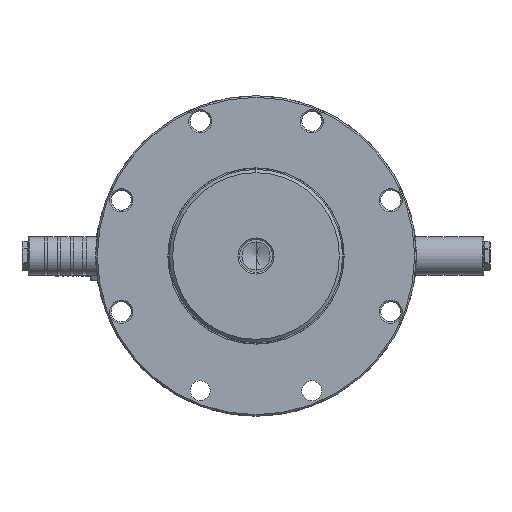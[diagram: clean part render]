
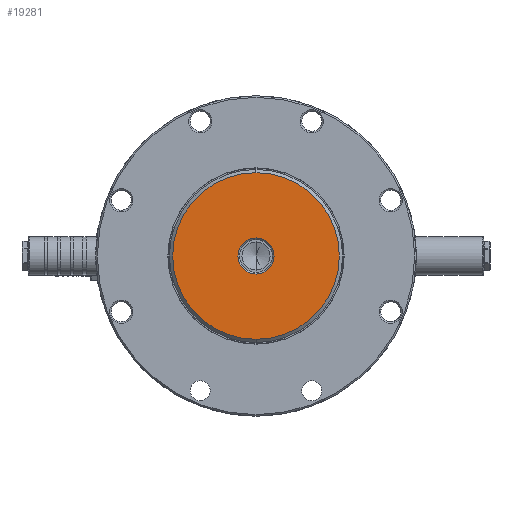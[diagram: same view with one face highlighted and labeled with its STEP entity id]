
A CAD part, left-side view. The second image highlights one B-rep face of the part: STEP entity #19281.
In plain terms, the highlighted planar face has unit normal (-1, 0, 0).
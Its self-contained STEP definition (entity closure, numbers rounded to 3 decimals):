
#167 = AXIS2_PLACEMENT_3D ( 'NONE', #10802, #1628, #17942 ) ;
#815 = EDGE_CURVE ( 'NONE', #4686, #22102, #6170, .T. ) ;
#1628 = DIRECTION ( 'NONE',  ( 1., 0., 0. ) ) ;
#2165 = CIRCLE ( 'NONE', #12932, 52. ) ;
#2239 = CIRCLE ( 'NONE', #167, 11.25 ) ;
#2518 = EDGE_LOOP ( 'NONE', ( #20975, #13253 ) ) ;
#2549 = PLANE ( 'NONE',  #21963 ) ;
#2613 = DIRECTION ( 'NONE',  ( -1., 0., 0. ) ) ;
#2850 = EDGE_CURVE ( 'NONE', #22102, #4686, #2165, .T. ) ;
#2953 = DIRECTION ( 'NONE',  ( 0., 0., 1. ) ) ;
#3398 = CARTESIAN_POINT ( 'NONE',  ( -129., 0., 11.25 ) ) ;
#4053 = CARTESIAN_POINT ( 'NONE',  ( -129., 0., 0. ) ) ;
#4219 = DIRECTION ( 'NONE',  ( -1., 0., 0. ) ) ;
#4322 = CARTESIAN_POINT ( 'NONE',  ( -129., 0., -52. ) ) ;
#4437 = DIRECTION ( 'NONE',  ( 0., 0., 1. ) ) ;
#4549 = CARTESIAN_POINT ( 'NONE',  ( -129., 0., -11.25 ) ) ;
#4686 = VERTEX_POINT ( 'NONE', #4322 ) ;
#5811 = CIRCLE ( 'NONE', #13594, 11.25 ) ;
#6170 = CIRCLE ( 'NONE', #12576, 52. ) ;
#7374 = VERTEX_POINT ( 'NONE', #3398 ) ;
#7914 = FACE_OUTER_BOUND ( 'NONE', #2518, .T. ) ;
#9565 = EDGE_CURVE ( 'NONE', #7374, #21992, #5811, .T. ) ;
#10802 = CARTESIAN_POINT ( 'NONE',  ( -129., 0., 0. ) ) ;
#11696 = EDGE_LOOP ( 'NONE', ( #19612, #15694 ) ) ;
#12086 = CARTESIAN_POINT ( 'NONE',  ( -129., 0., 0. ) ) ;
#12576 = AXIS2_PLACEMENT_3D ( 'NONE', #4053, #4219, #21980 ) ;
#12874 = EDGE_CURVE ( 'NONE', #21992, #7374, #2239, .T. ) ;
#12932 = AXIS2_PLACEMENT_3D ( 'NONE', #22693, #20715, #15273 ) ;
#13253 = ORIENTED_EDGE ( 'NONE', *, *, #2850, .T. ) ;
#13594 = AXIS2_PLACEMENT_3D ( 'NONE', #12086, #19053, #2953 ) ;
#14887 = FACE_BOUND ( 'NONE', #11696, .T. ) ;
#15273 = DIRECTION ( 'NONE',  ( 0., 0., 1. ) ) ;
#15694 = ORIENTED_EDGE ( 'NONE', *, *, #12874, .T. ) ;
#16907 = CARTESIAN_POINT ( 'NONE',  ( -129., 54., 0. ) ) ;
#17942 = DIRECTION ( 'NONE',  ( 0., 0., 1. ) ) ;
#19053 = DIRECTION ( 'NONE',  ( 1., 0., 0. ) ) ;
#19132 = CARTESIAN_POINT ( 'NONE',  ( -129., 0., 52. ) ) ;
#19281 = ADVANCED_FACE ( 'NONE', ( #14887, #7914 ), #2549, .T. ) ;
#19612 = ORIENTED_EDGE ( 'NONE', *, *, #9565, .T. ) ;
#20715 = DIRECTION ( 'NONE',  ( -1., 0., 0. ) ) ;
#20975 = ORIENTED_EDGE ( 'NONE', *, *, #815, .T. ) ;
#21963 = AXIS2_PLACEMENT_3D ( 'NONE', #16907, #2613, #4437 ) ;
#21980 = DIRECTION ( 'NONE',  ( 0., 0., 1. ) ) ;
#21992 = VERTEX_POINT ( 'NONE', #4549 ) ;
#22102 = VERTEX_POINT ( 'NONE', #19132 ) ;
#22693 = CARTESIAN_POINT ( 'NONE',  ( -129., 0., 0. ) ) ;
